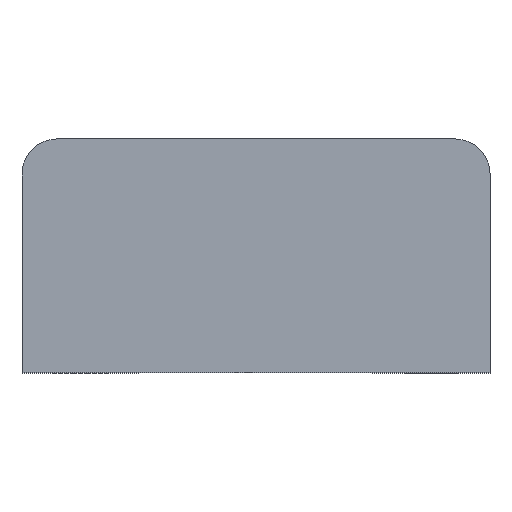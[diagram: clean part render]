
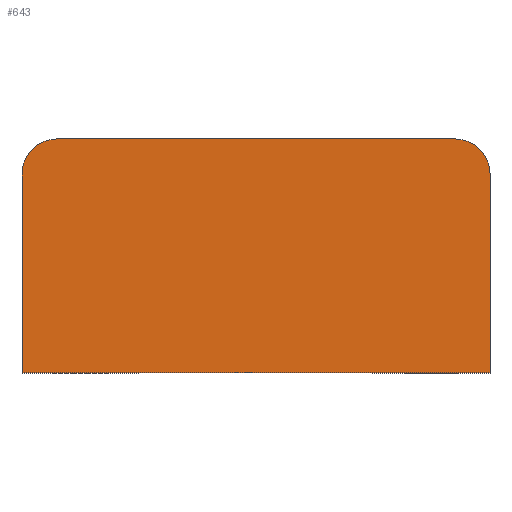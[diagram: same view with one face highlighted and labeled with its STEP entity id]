
A CAD part, top view. The second image highlights one B-rep face of the part: STEP entity #643.
In plain terms, the highlighted planar face has unit normal (0, 0, 1).
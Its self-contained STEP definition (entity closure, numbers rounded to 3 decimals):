
#33=FACE_OUTER_BOUND('',#73,.T.);
#73=EDGE_LOOP('',(#431,#432,#433,#434,#435,#436));
#119=CIRCLE('',#698,3.);
#120=CIRCLE('',#699,3.);
#139=LINE('',#955,#211);
#140=LINE('',#959,#212);
#141=LINE('',#963,#213);
#142=LINE('',#964,#214);
#211=VECTOR('',#761,10.);
#212=VECTOR('',#764,10.);
#213=VECTOR('',#767,10.);
#214=VECTOR('',#768,1000.);
#283=VERTEX_POINT('',#953);
#284=VERTEX_POINT('',#954);
#285=VERTEX_POINT('',#956);
#286=VERTEX_POINT('',#958);
#287=VERTEX_POINT('',#960);
#288=VERTEX_POINT('',#962);
#339=EDGE_CURVE('',#283,#284,#139,.T.);
#340=EDGE_CURVE('',#284,#285,#119,.T.);
#341=EDGE_CURVE('',#285,#286,#140,.T.);
#342=EDGE_CURVE('',#286,#287,#120,.T.);
#343=EDGE_CURVE('',#287,#288,#141,.T.);
#344=EDGE_CURVE('',#288,#283,#142,.T.);
#431=ORIENTED_EDGE('',*,*,#339,.T.);
#432=ORIENTED_EDGE('',*,*,#340,.T.);
#433=ORIENTED_EDGE('',*,*,#341,.T.);
#434=ORIENTED_EDGE('',*,*,#342,.T.);
#435=ORIENTED_EDGE('',*,*,#343,.T.);
#436=ORIENTED_EDGE('',*,*,#344,.T.);
#615=PLANE('',#697);
#643=ADVANCED_FACE('',(#33),#615,.F.);
#697=AXIS2_PLACEMENT_3D('',#952,#759,#760);
#698=AXIS2_PLACEMENT_3D('',#957,#762,#763);
#699=AXIS2_PLACEMENT_3D('',#961,#765,#766);
#759=DIRECTION('center_axis',(0.,0.,-1.));
#760=DIRECTION('ref_axis',(-1.,0.,0.));
#761=DIRECTION('',(0.,1.,0.));
#762=DIRECTION('center_axis',(0.,0.,1.));
#763=DIRECTION('ref_axis',(-1.,0.,0.));
#764=DIRECTION('',(-1.,0.,0.));
#765=DIRECTION('center_axis',(0.,0.,1.));
#766=DIRECTION('ref_axis',(-1.,0.,0.));
#767=DIRECTION('',(0.,-1.,0.));
#768=DIRECTION('',(1.,0.,0.));
#952=CARTESIAN_POINT('Origin',(0.,0.,11.));
#953=CARTESIAN_POINT('',(40.,0.,11.));
#954=CARTESIAN_POINT('',(40.,17.,11.));
#955=CARTESIAN_POINT('',(40.,0.,11.));
#956=CARTESIAN_POINT('',(37.,20.,11.));
#957=CARTESIAN_POINT('Origin',(37.,17.,11.));
#958=CARTESIAN_POINT('',(3.,20.,11.));
#959=CARTESIAN_POINT('',(0.,20.,11.));
#960=CARTESIAN_POINT('',(0.,17.,11.));
#961=CARTESIAN_POINT('Origin',(3.,17.,11.));
#962=CARTESIAN_POINT('',(0.,0.,11.));
#963=CARTESIAN_POINT('',(0.,0.,11.));
#964=CARTESIAN_POINT('',(0.,0.,11.));
